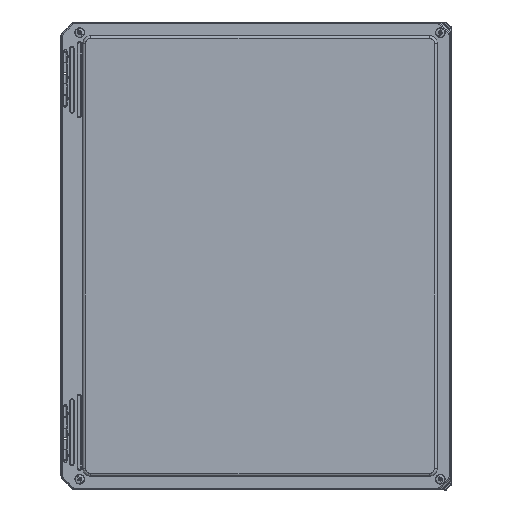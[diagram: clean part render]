
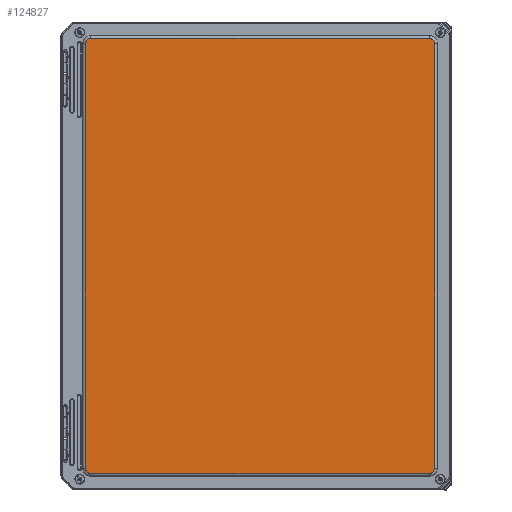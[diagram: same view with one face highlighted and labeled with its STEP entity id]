
A CAD part, top view. The second image highlights one B-rep face of the part: STEP entity #124827.
In plain terms, the highlighted planar face has unit normal (0, 0, 1).
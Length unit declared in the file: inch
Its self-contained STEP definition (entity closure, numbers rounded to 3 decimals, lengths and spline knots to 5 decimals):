
#25 = DIRECTION ( 'NONE',  ( 1., 0., 0. ) ) ;
#403 = CARTESIAN_POINT ( 'NONE',  ( 7.91724, -10.1308, 10.3435 ) ) ;
#1068 = CARTESIAN_POINT ( 'NONE',  ( -8.12353, -9.95564, 10.3435 ) ) ;
#1800 = B_SPLINE_CURVE_WITH_KNOTS ( 'NONE', 3,
 ( #40838, #71361, #61253, #20972, #1068, #82396, #21835 ),
 .UNSPECIFIED., .F., .F.,
 ( 4, 1, 1, 1, 4 ),
 ( 0., 0.28571, 0.57143, 0.85714, 1. ),
 .UNSPECIFIED. ) ;
#1912 = CARTESIAN_POINT ( 'NONE',  ( 7.87984, -10.1308, 10.3435 ) ) ;
#3192 = CARTESIAN_POINT ( 'NONE',  ( -8.1298, -9.88084, 10.3435 ) ) ;
#4796 = EDGE_LOOP ( 'NONE', ( #106867, #121600, #6386, #83201, #71572, #110531, #74549, #65866 ) ) ;
#6109 = CARTESIAN_POINT ( 'NONE',  ( 7.91724, 10.1288, 10.3435 ) ) ;
#6223 = CARTESIAN_POINT ( 'NONE',  ( -8.1298, 9.91624, 10.3435 ) ) ;
#6386 = ORIENTED_EDGE ( 'NONE', *, *, #79164, .F. ) ;
#7405 = CARTESIAN_POINT ( 'NONE',  ( 8.1298, -9.88084, 10.3435 ) ) ;
#12058 = CARTESIAN_POINT ( 'NONE',  ( 7.87984, 10.1288, 10.3435 ) ) ;
#14986 = CARTESIAN_POINT ( 'NONE',  ( 8.12353, 9.95364, 10.3435 ) ) ;
#17420 = VECTOR ( 'NONE', #44420, 39.37008 ) ;
#19079 = CARTESIAN_POINT ( 'NONE',  ( 0., 10.1288, 10.3435 ) ) ;
#20584 = EDGE_CURVE ( 'NONE', #47106, #131047, #69044, .T. ) ;
#20972 = CARTESIAN_POINT ( 'NONE',  ( -8.08196, -10.04201, 10.3435 ) ) ;
#21835 = CARTESIAN_POINT ( 'NONE',  ( -8.1298, -9.88084, 10.3435 ) ) ;
#22038 = CARTESIAN_POINT ( 'NONE',  ( 8.1298, -9.89954, 10.3435 ) ) ;
#23899 = B_SPLINE_CURVE_WITH_KNOTS ( 'NONE', 3,
 ( #35290, #6109, #127314, #46361, #14986, #85689, #26468 ),
 .UNSPECIFIED., .F., .F.,
 ( 4, 1, 1, 1, 4 ),
 ( 0., 0.28571, 0.57143, 0.85714, 1. ),
 .UNSPECIFIED. ) ;
#23943 = VECTOR ( 'NONE', #25, 39.37008 ) ;
#25712 = CARTESIAN_POINT ( 'NONE',  ( -7.95464, 10.12253, 10.3435 ) ) ;
#26468 = CARTESIAN_POINT ( 'NONE',  ( 8.1298, 9.87884, 10.3435 ) ) ;
#27942 = VERTEX_POINT ( 'NONE', #3192 ) ;
#29218 = CARTESIAN_POINT ( 'NONE',  ( -7.87984, -10.1308, 10.3435 ) ) ;
#30900 = CARTESIAN_POINT ( 'NONE',  ( 8.12353, -9.95564, 10.3435 ) ) ;
#33394 = CARTESIAN_POINT ( 'NONE',  ( 0., -0.001, 10.3435 ) ) ;
#34426 = EDGE_CURVE ( 'NONE', #122082, #121848, #58897, .T. ) ;
#34979 = CARTESIAN_POINT ( 'NONE',  ( -8.04101, 10.08096, 10.3435 ) ) ;
#35290 = CARTESIAN_POINT ( 'NONE',  ( 7.87984, 10.1288, 10.3435 ) ) ;
#36410 = CARTESIAN_POINT ( 'NONE',  ( 8.1298, 9.87884, 10.3435 ) ) ;
#38141 = LINE ( 'NONE', #19079, #23943 ) ;
#40425 = B_SPLINE_CURVE_WITH_KNOTS ( 'NONE', 3,
 ( #92786, #22038, #30900, #123320, #41041, #403, #41482 ),
 .UNSPECIFIED., .F., .F.,
 ( 4, 1, 1, 1, 4 ),
 ( 0., 0.14286, 0.42857, 0.71429, 1. ),
 .UNSPECIFIED. ) ;
#40838 = CARTESIAN_POINT ( 'NONE',  ( -7.87984, -10.1308, 10.3435 ) ) ;
#41041 = CARTESIAN_POINT ( 'NONE',  ( 7.99201, -10.11374, 10.3435 ) ) ;
#41482 = CARTESIAN_POINT ( 'NONE',  ( 7.87984, -10.1308, 10.3435 ) ) ;
#42284 = EDGE_CURVE ( 'NONE', #27942, #112122, #102828, .T. ) ;
#43116 = PLANE ( 'NONE',  #73008 ) ;
#44420 = DIRECTION ( 'NONE',  ( 0., 1., 0. ) ) ;
#44698 = CARTESIAN_POINT ( 'NONE',  ( -8.1298, 9.87884, 10.3435 ) ) ;
#46309 = VERTEX_POINT ( 'NONE', #108269 ) ;
#46361 = CARTESIAN_POINT ( 'NONE',  ( 8.08196, 10.04001, 10.3435 ) ) ;
#46889 = VECTOR ( 'NONE', #104576, 39.37008 ) ;
#47106 = VERTEX_POINT ( 'NONE', #1912 ) ;
#52110 = DIRECTION ( 'NONE',  ( 0., -1., 0. ) ) ;
#52478 = DIRECTION ( 'NONE',  ( 0., 0., -1. ) ) ;
#52911 = DIRECTION ( 'NONE',  ( 1., 0., 0. ) ) ;
#55383 = CARTESIAN_POINT ( 'NONE',  ( -7.87984, 10.1288, 10.3435 ) ) ;
#58897 = LINE ( 'NONE', #131256, #112740 ) ;
#59086 = B_SPLINE_CURVE_WITH_KNOTS ( 'NONE', 3,
 ( #105786, #6223, #76922, #34979, #25712, #115943, #55383 ),
 .UNSPECIFIED., .F., .F.,
 ( 4, 1, 1, 1, 4 ),
 ( 0., 0.28571, 0.57143, 0.85714, 1. ),
 .UNSPECIFIED. ) ;
#61253 = CARTESIAN_POINT ( 'NONE',  ( -7.99201, -10.11374, 10.3435 ) ) ;
#61322 = CARTESIAN_POINT ( 'NONE',  ( -8.1298, -0.001, 10.3435 ) ) ;
#65866 = ORIENTED_EDGE ( 'NONE', *, *, #76442, .F. ) ;
#69044 = LINE ( 'NONE', #103249, #46889 ) ;
#71361 = CARTESIAN_POINT ( 'NONE',  ( -7.91724, -10.1308, 10.3435 ) ) ;
#71572 = ORIENTED_EDGE ( 'NONE', *, *, #109970, .F. ) ;
#73008 = AXIS2_PLACEMENT_3D ( 'NONE', #33394, #52478, #52911 ) ;
#74549 = ORIENTED_EDGE ( 'NONE', *, *, #83762, .F. ) ;
#75189 = VERTEX_POINT ( 'NONE', #12058 ) ;
#75393 = EDGE_CURVE ( 'NONE', #112122, #46309, #59086, .T. ) ;
#76442 = EDGE_CURVE ( 'NONE', #46309, #75189, #38141, .T. ) ;
#76922 = CARTESIAN_POINT ( 'NONE',  ( -8.11274, 9.99101, 10.3435 ) ) ;
#79164 = EDGE_CURVE ( 'NONE', #131047, #27942, #1800, .T. ) ;
#82396 = CARTESIAN_POINT ( 'NONE',  ( -8.1298, -9.89954, 10.3435 ) ) ;
#83201 = ORIENTED_EDGE ( 'NONE', *, *, #20584, .F. ) ;
#83762 = EDGE_CURVE ( 'NONE', #75189, #122082, #23899, .T. ) ;
#85689 = CARTESIAN_POINT ( 'NONE',  ( 8.1298, 9.89754, 10.3435 ) ) ;
#92786 = CARTESIAN_POINT ( 'NONE',  ( 8.1298, -9.88084, 10.3435 ) ) ;
#102828 = LINE ( 'NONE', #61322, #17420 ) ;
#103249 = CARTESIAN_POINT ( 'NONE',  ( 0., -10.1308, 10.3435 ) ) ;
#104576 = DIRECTION ( 'NONE',  ( -1., 0., 0. ) ) ;
#105786 = CARTESIAN_POINT ( 'NONE',  ( -8.1298, 9.87884, 10.3435 ) ) ;
#106867 = ORIENTED_EDGE ( 'NONE', *, *, #75393, .F. ) ;
#108269 = CARTESIAN_POINT ( 'NONE',  ( -7.87984, 10.1288, 10.3435 ) ) ;
#109970 = EDGE_CURVE ( 'NONE', #121848, #47106, #40425, .T. ) ;
#110531 = ORIENTED_EDGE ( 'NONE', *, *, #34426, .F. ) ;
#112122 = VERTEX_POINT ( 'NONE', #44698 ) ;
#112740 = VECTOR ( 'NONE', #52110, 39.37008 ) ;
#115943 = CARTESIAN_POINT ( 'NONE',  ( -7.89854, 10.1288, 10.3435 ) ) ;
#121600 = ORIENTED_EDGE ( 'NONE', *, *, #42284, .F. ) ;
#121848 = VERTEX_POINT ( 'NONE', #7405 ) ;
#122082 = VERTEX_POINT ( 'NONE', #36410 ) ;
#123320 = CARTESIAN_POINT ( 'NONE',  ( 8.08196, -10.04201, 10.3435 ) ) ;
#124827 = ADVANCED_FACE ( 'NONE', ( #127911 ), #43116, .F. ) ;
#127314 = CARTESIAN_POINT ( 'NONE',  ( 7.99201, 10.11174, 10.3435 ) ) ;
#127911 = FACE_OUTER_BOUND ( 'NONE', #4796, .T. ) ;
#131047 = VERTEX_POINT ( 'NONE', #29218 ) ;
#131256 = CARTESIAN_POINT ( 'NONE',  ( 8.1298, -0.001, 10.3435 ) ) ;
